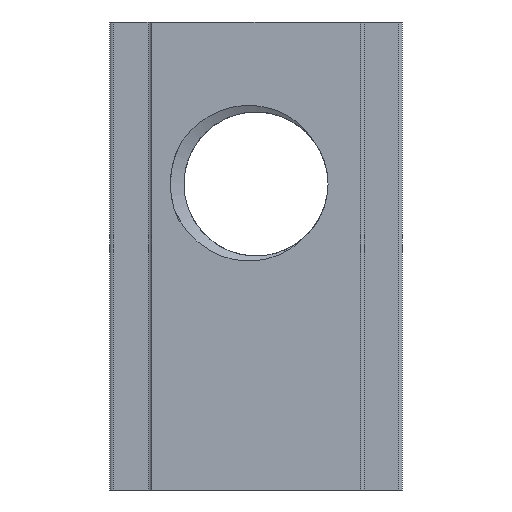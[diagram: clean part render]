
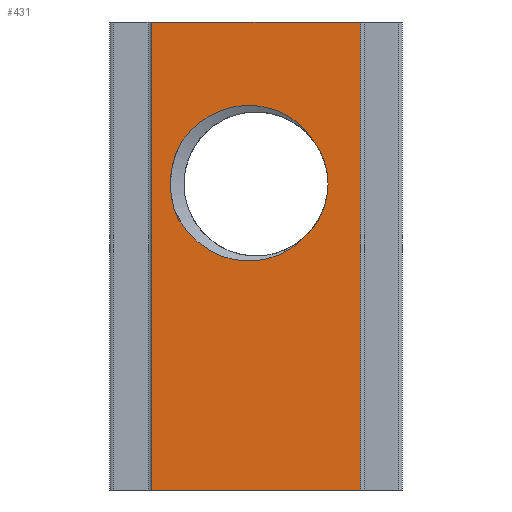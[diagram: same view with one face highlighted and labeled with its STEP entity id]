
A CAD part, front view. The second image highlights one B-rep face of the part: STEP entity #431.
In plain terms, the highlighted planar face has unit normal (0, -1, 0).
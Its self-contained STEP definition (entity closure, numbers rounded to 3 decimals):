
#39 = CARTESIAN_POINT ( 'NONE',  ( -2.9, 0., 13. ) ) ;
#66 = EDGE_CURVE ( 'NONE', #3181, #3233, #1543, .T. ) ;
#103 = CIRCLE ( 'NONE', #1158, 2. ) ;
#124 = CARTESIAN_POINT ( 'NONE',  ( -2.081, 0., 9.652 ) ) ;
#135 = DIRECTION ( 'NONE',  ( 0., -1., 0. ) ) ;
#137 = VECTOR ( 'NONE', #2766, 1000. ) ;
#141 = CARTESIAN_POINT ( 'NONE',  ( 1.474, 0., 9.891 ) ) ;
#146 = EDGE_CURVE ( 'NONE', #3233, #1612, #103, .T. ) ;
#153 = CARTESIAN_POINT ( 'NONE',  ( 0., 0., 8.5 ) ) ;
#185 = ORIENTED_EDGE ( 'NONE', *, *, #2796, .F. ) ;
#191 = DIRECTION ( 'NONE',  ( 1., 0., 0. ) ) ;
#222 = DIRECTION ( 'NONE',  ( 1., 0., 0. ) ) ;
#225 = ORIENTED_EDGE ( 'NONE', *, *, #3017, .F. ) ;
#307 = CARTESIAN_POINT ( 'NONE',  ( -2.9, 0., 0. ) ) ;
#332 = VERTEX_POINT ( 'NONE', #39 ) ;
#344 = CARTESIAN_POINT ( 'NONE',  ( 1.261, 0., 6.947 ) ) ;
#359 = CARTESIAN_POINT ( 'NONE',  ( 2.9, 0., 0. ) ) ;
#400 = CIRCLE ( 'NONE', #592, 2. ) ;
#425 = EDGE_CURVE ( 'NONE', #332, #3064, #2855, .T. ) ;
#431 = ADVANCED_FACE ( 'NONE', ( #3184, #3322 ), #689, .F. ) ;
#481 = CARTESIAN_POINT ( 'NONE',  ( 1.571, 0., 9.737 ) ) ;
#526 = CARTESIAN_POINT ( 'NONE',  ( -2.081, 0., 9.652 ) ) ;
#580 = EDGE_CURVE ( 'NONE', #1064, #602, #1688, .T. ) ;
#592 = AXIS2_PLACEMENT_3D ( 'NONE', #3030, #2985, #2838 ) ;
#602 = VERTEX_POINT ( 'NONE', #124 ) ;
#689 = PLANE ( 'NONE',  #3135 ) ;
#711 = DIRECTION ( 'NONE',  ( 0., 1., 0. ) ) ;
#717 = DIRECTION ( 'NONE',  ( -1., 0., 0. ) ) ;
#739 = EDGE_CURVE ( 'NONE', #3064, #2113, #2917, .T. ) ;
#740 = CARTESIAN_POINT ( 'NONE',  ( -2.081, 0., 9.652 ) ) ;
#759 = CARTESIAN_POINT ( 'NONE',  ( -1.98, 0., 9.803 ) ) ;
#830 = DIRECTION ( 'NONE',  ( 0., 0., -1. ) ) ;
#930 = CARTESIAN_POINT ( 'NONE',  ( -1.927, 0., 7.2 ) ) ;
#982 = CARTESIAN_POINT ( 'NONE',  ( -2.28, 0., 7.821 ) ) ;
#1005 = ORIENTED_EDGE ( 'NONE', *, *, #66, .F. ) ;
#1008 = CARTESIAN_POINT ( 'NONE',  ( -2.9, 0., 13. ) ) ;
#1016 = CARTESIAN_POINT ( 'NONE',  ( -2.325, 0., 7.973 ) ) ;
#1028 = CARTESIAN_POINT ( 'NONE',  ( -2.355, 0., 8.13 ) ) ;
#1039 = CARTESIAN_POINT ( 'NONE',  ( -2.383, 0., 8.443 ) ) ;
#1063 = CARTESIAN_POINT ( 'NONE',  ( -2.382, 0., 8.6 ) ) ;
#1064 = VERTEX_POINT ( 'NONE', #481 ) ;
#1103 = ORIENTED_EDGE ( 'NONE', *, *, #2572, .F. ) ;
#1158 = AXIS2_PLACEMENT_3D ( 'NONE', #153, #135, #191 ) ;
#1265 = EDGE_CURVE ( 'NONE', #332, #1499, #3100, .T. ) ;
#1293 = CARTESIAN_POINT ( 'NONE',  ( -2.28, 0., 7.821 ) ) ;
#1375 = CARTESIAN_POINT ( 'NONE',  ( 2.9, 0., 13. ) ) ;
#1391 = VECTOR ( 'NONE', #3171, 1000. ) ;
#1393 = CARTESIAN_POINT ( 'NONE',  ( -2.214, 0., 7.652 ) ) ;
#1499 = VERTEX_POINT ( 'NONE', #1375 ) ;
#1543 = B_SPLINE_CURVE_WITH_KNOTS ( 'NONE', 3,
 ( #2568, #1393, #1613, #930, #2201, #1599, #3240, #3228, #2347, #2092, #2387, #2357, #2465, #2429, #3277, #2837, #2866, #344 ),
 .UNSPECIFIED., .F., .F.,
 ( 4, 2, 2, 2, 2, 2, 2, 2, 4 ),
 ( 0., 0.001, 0.001, 0.002, 0.002, 0.003, 0.003, 0.004, 0.004 ),
 .UNSPECIFIED. ) ;
#1551 = CARTESIAN_POINT ( 'NONE',  ( -2.331, 0., 9.071 ) ) ;
#1599 = CARTESIAN_POINT ( 'NONE',  ( -1.541, 0., 6.822 ) ) ;
#1612 = VERTEX_POINT ( 'NONE', #1761 ) ;
#1613 = CARTESIAN_POINT ( 'NONE',  ( -2.13, 0., 7.494 ) ) ;
#1622 = CARTESIAN_POINT ( 'NONE',  ( -2.235, 0., 9.375 ) ) ;
#1688 = B_SPLINE_CURVE_WITH_KNOTS ( 'NONE', 3,
 ( #2470, #141, #1972, #1977, #1982, #2025, #2035, #2052, #2057, #2066, #2074, #2095, #2772, #2597, #2565, #2513, #759, #740 ),
 .UNSPECIFIED., .F., .F.,
 ( 4, 2, 2, 2, 2, 2, 2, 2, 4 ),
 ( 0., 0.001, 0.001, 0.002, 0.002, 0.003, 0.003, 0.004, 0.004 ),
 .UNSPECIFIED. ) ;
#1761 = CARTESIAN_POINT ( 'NONE',  ( 2., 0., 8.5 ) ) ;
#1799 = ORIENTED_EDGE ( 'NONE', *, *, #146, .F. ) ;
#1928 = VECTOR ( 'NONE', #830, 1000. ) ;
#1972 = CARTESIAN_POINT ( 'NONE',  ( 1.357, 0., 10.027 ) ) ;
#1977 = CARTESIAN_POINT ( 'NONE',  ( 1.088, 0., 10.268 ) ) ;
#1982 = CARTESIAN_POINT ( 'NONE',  ( 0.936, 0., 10.369 ) ) ;
#2025 = CARTESIAN_POINT ( 'NONE',  ( 0.614, 0., 10.531 ) ) ;
#2035 = CARTESIAN_POINT ( 'NONE',  ( 0.441, 0., 10.593 ) ) ;
#2045 = CARTESIAN_POINT ( 'NONE',  ( 1.261, 0., 6.947 ) ) ;
#2052 = CARTESIAN_POINT ( 'NONE',  ( 0.091, 0., 10.67 ) ) ;
#2057 = CARTESIAN_POINT ( 'NONE',  ( -0.091, 0., 10.687 ) ) ;
#2066 = CARTESIAN_POINT ( 'NONE',  ( -0.452, 0., 10.675 ) ) ;
#2074 = CARTESIAN_POINT ( 'NONE',  ( -0.629, 0., 10.647 ) ) ;
#2092 = CARTESIAN_POINT ( 'NONE',  ( -0.566, 0., 6.385 ) ) ;
#2095 = CARTESIAN_POINT ( 'NONE',  ( -0.977, 0., 10.547 ) ) ;
#2113 = VERTEX_POINT ( 'NONE', #359 ) ;
#2120 = LINE ( 'NONE', #2654, #1928 ) ;
#2172 = CARTESIAN_POINT ( 'NONE',  ( -2.9, 0., 13. ) ) ;
#2201 = CARTESIAN_POINT ( 'NONE',  ( -1.806, 0., 7.062 ) ) ;
#2319 = CARTESIAN_POINT ( 'NONE',  ( -2.9, 0., 0. ) ) ;
#2347 = CARTESIAN_POINT ( 'NONE',  ( -0.913, 0., 6.476 ) ) ;
#2357 = CARTESIAN_POINT ( 'NONE',  ( -0.027, 0., 6.36 ) ) ;
#2387 = CARTESIAN_POINT ( 'NONE',  ( -0.385, 0., 6.361 ) ) ;
#2429 = CARTESIAN_POINT ( 'NONE',  ( 0.502, 0., 6.472 ) ) ;
#2446 = ORIENTED_EDGE ( 'NONE', *, *, #425, .T. ) ;
#2458 = B_SPLINE_CURVE_WITH_KNOTS ( 'NONE', 3,
 ( #526, #1622, #1551, #1063, #1039, #1028, #1016, #982 ),
 .UNSPECIFIED., .F., .F.,
 ( 4, 2, 2, 4 ),
 ( 0., 0.001, 0.001, 0.002 ),
 .UNSPECIFIED. ) ;
#2465 = CARTESIAN_POINT ( 'NONE',  ( 0.154, 0., 6.383 ) ) ;
#2470 = CARTESIAN_POINT ( 'NONE',  ( 1.571, 0., 9.737 ) ) ;
#2513 = CARTESIAN_POINT ( 'NONE',  ( -1.864, 0., 9.94 ) ) ;
#2565 = CARTESIAN_POINT ( 'NONE',  ( -1.602, 0., 10.185 ) ) ;
#2568 = CARTESIAN_POINT ( 'NONE',  ( -2.28, 0., 7.821 ) ) ;
#2572 = EDGE_CURVE ( 'NONE', #602, #3181, #2458, .T. ) ;
#2597 = CARTESIAN_POINT ( 'NONE',  ( -1.455, 0., 10.294 ) ) ;
#2617 = EDGE_LOOP ( 'NONE', ( #1005, #1103, #2975, #225, #1799 ) ) ;
#2654 = CARTESIAN_POINT ( 'NONE',  ( 2.9, 0., 13. ) ) ;
#2766 = DIRECTION ( 'NONE',  ( 0., 0., -1. ) ) ;
#2772 = CARTESIAN_POINT ( 'NONE',  ( -1.143, 0., 10.474 ) ) ;
#2796 = EDGE_CURVE ( 'NONE', #1499, #2113, #2120, .T. ) ;
#2837 = CARTESIAN_POINT ( 'NONE',  ( 0.985, 0., 6.714 ) ) ;
#2838 = DIRECTION ( 'NONE',  ( 1., 0., 0. ) ) ;
#2855 = LINE ( 'NONE', #2172, #137 ) ;
#2866 = CARTESIAN_POINT ( 'NONE',  ( 1.131, 0., 6.82 ) ) ;
#2917 = LINE ( 'NONE', #307, #3271 ) ;
#2975 = ORIENTED_EDGE ( 'NONE', *, *, #580, .F. ) ;
#2985 = DIRECTION ( 'NONE',  ( 0., -1., 0. ) ) ;
#3010 = EDGE_LOOP ( 'NONE', ( #3022, #185, #3071, #2446 ) ) ;
#3017 = EDGE_CURVE ( 'NONE', #1612, #1064, #400, .T. ) ;
#3022 = ORIENTED_EDGE ( 'NONE', *, *, #739, .T. ) ;
#3030 = CARTESIAN_POINT ( 'NONE',  ( 0., 0., 8.5 ) ) ;
#3064 = VERTEX_POINT ( 'NONE', #2319 ) ;
#3071 = ORIENTED_EDGE ( 'NONE', *, *, #1265, .F. ) ;
#3100 = LINE ( 'NONE', #3104, #1391 ) ;
#3104 = CARTESIAN_POINT ( 'NONE',  ( -2.9, 0., 13. ) ) ;
#3135 = AXIS2_PLACEMENT_3D ( 'NONE', #1008, #711, #717 ) ;
#3171 = DIRECTION ( 'NONE',  ( 1., 0., 0. ) ) ;
#3181 = VERTEX_POINT ( 'NONE', #1293 ) ;
#3184 = FACE_OUTER_BOUND ( 'NONE', #3010, .T. ) ;
#3228 = CARTESIAN_POINT ( 'NONE',  ( -1.078, 0., 6.543 ) ) ;
#3233 = VERTEX_POINT ( 'NONE', #2045 ) ;
#3240 = CARTESIAN_POINT ( 'NONE',  ( -1.395, 0., 6.717 ) ) ;
#3271 = VECTOR ( 'NONE', #222, 1000. ) ;
#3277 = CARTESIAN_POINT ( 'NONE',  ( 0.668, 0., 6.538 ) ) ;
#3322 = FACE_BOUND ( 'NONE', #2617, .T. ) ;
